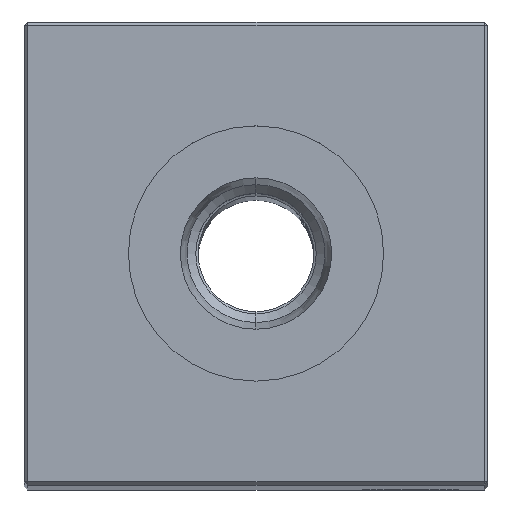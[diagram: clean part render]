
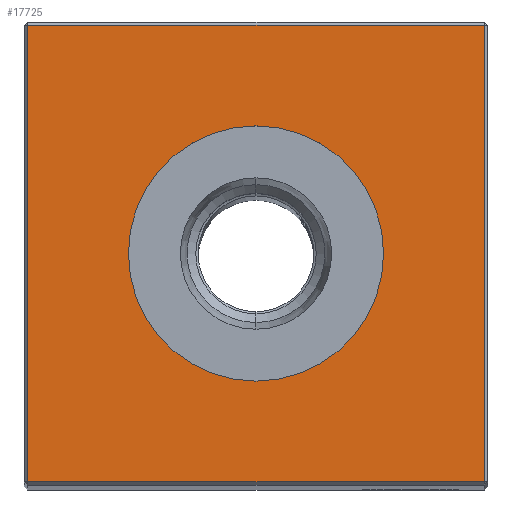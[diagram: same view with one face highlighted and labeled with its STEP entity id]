
A CAD part, top view. The second image highlights one B-rep face of the part: STEP entity #17725.
In plain terms, the highlighted planar face has unit normal (0, 0, 1).
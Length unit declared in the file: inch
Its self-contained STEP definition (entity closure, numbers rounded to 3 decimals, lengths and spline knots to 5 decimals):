
#104 = CARTESIAN_POINT ( 'NONE',  ( 0.74, 0.74, 9.25 ) ) ;
#465 = VERTEX_POINT ( 'NONE', #22030 ) ;
#873 = DIRECTION ( 'NONE',  ( -1., 0., 0. ) ) ;
#1450 = DIRECTION ( 'NONE',  ( 1., 0., 0. ) ) ;
#1546 = AXIS2_PLACEMENT_3D ( 'NONE', #19540, #6005, #23527 ) ;
#1931 = ORIENTED_EDGE ( 'NONE', *, *, #16166, .T. ) ;
#3239 = VECTOR ( 'NONE', #6438, 39.37008 ) ;
#3963 = VERTEX_POINT ( 'NONE', #10873 ) ;
#4594 = ORIENTED_EDGE ( 'NONE', *, *, #15727, .T. ) ;
#6005 = DIRECTION ( 'NONE',  ( 0., 0., -1. ) ) ;
#6438 = DIRECTION ( 'NONE',  ( 0., 1., 0. ) ) ;
#6523 = VECTOR ( 'NONE', #7757, 39.37008 ) ;
#6594 = VERTEX_POINT ( 'NONE', #16033 ) ;
#7300 = CARTESIAN_POINT ( 'NONE',  ( 0.74, 0., 9.25 ) ) ;
#7438 = EDGE_LOOP ( 'NONE', ( #1931, #15252, #15837, #13631 ) ) ;
#7467 = EDGE_CURVE ( 'NONE', #7945, #19275, #11432, .T. ) ;
#7757 = DIRECTION ( 'NONE',  ( 0., -1., 0. ) ) ;
#7945 = VERTEX_POINT ( 'NONE', #104 ) ;
#8775 = FACE_OUTER_BOUND ( 'NONE', #7438, .T. ) ;
#8993 = CIRCLE ( 'NONE', #1546, 0.41339 ) ;
#9255 = EDGE_CURVE ( 'NONE', #3963, #7945, #16503, .T. ) ;
#9733 = CARTESIAN_POINT ( 'NONE',  ( 0., -0.74, 9.25 ) ) ;
#10873 = CARTESIAN_POINT ( 'NONE',  ( 0.74, -0.74, 9.25 ) ) ;
#11432 = LINE ( 'NONE', #13230, #19416 ) ;
#11507 = LINE ( 'NONE', #23470, #6523 ) ;
#12096 = AXIS2_PLACEMENT_3D ( 'NONE', #18219, #14492, #14245 ) ;
#12160 = VERTEX_POINT ( 'NONE', #24113 ) ;
#13027 = DIRECTION ( 'NONE',  ( 0., 0., -1. ) ) ;
#13230 = CARTESIAN_POINT ( 'NONE',  ( 0., 0.74, 9.25 ) ) ;
#13335 = AXIS2_PLACEMENT_3D ( 'NONE', #16889, #13027, #873 ) ;
#13631 = ORIENTED_EDGE ( 'NONE', *, *, #7467, .T. ) ;
#13735 = LINE ( 'NONE', #9733, #17420 ) ;
#14245 = DIRECTION ( 'NONE',  ( -1., 0., 0. ) ) ;
#14427 = ORIENTED_EDGE ( 'NONE', *, *, #16787, .T. ) ;
#14451 = CARTESIAN_POINT ( 'NONE',  ( -0.74, 0.74, 9.25 ) ) ;
#14492 = DIRECTION ( 'NONE',  ( 0., 0., -1. ) ) ;
#15252 = ORIENTED_EDGE ( 'NONE', *, *, #16618, .T. ) ;
#15727 = EDGE_CURVE ( 'NONE', #465, #6594, #8993, .T. ) ;
#15837 = ORIENTED_EDGE ( 'NONE', *, *, #9255, .T. ) ;
#16033 = CARTESIAN_POINT ( 'NONE',  ( 0., -0.41339, 9.25 ) ) ;
#16166 = EDGE_CURVE ( 'NONE', #19275, #12160, #11507, .T. ) ;
#16503 = LINE ( 'NONE', #7300, #3239 ) ;
#16618 = EDGE_CURVE ( 'NONE', #12160, #3963, #13735, .T. ) ;
#16787 = EDGE_CURVE ( 'NONE', #6594, #465, #20302, .T. ) ;
#16889 = CARTESIAN_POINT ( 'NONE',  ( 0., 0., 9.25 ) ) ;
#17420 = VECTOR ( 'NONE', #1450, 39.37008 ) ;
#17725 = ADVANCED_FACE ( 'NONE', ( #8775, #22680 ), #24614, .F. ) ;
#18219 = CARTESIAN_POINT ( 'NONE',  ( 0., 0., 9.25 ) ) ;
#19275 = VERTEX_POINT ( 'NONE', #14451 ) ;
#19416 = VECTOR ( 'NONE', #23135, 39.37008 ) ;
#19418 = EDGE_LOOP ( 'NONE', ( #4594, #14427 ) ) ;
#19540 = CARTESIAN_POINT ( 'NONE',  ( 0., 0., 9.25 ) ) ;
#20302 = CIRCLE ( 'NONE', #12096, 0.41339 ) ;
#22030 = CARTESIAN_POINT ( 'NONE',  ( 0., 0.41339, 9.25 ) ) ;
#22680 = FACE_BOUND ( 'NONE', #19418, .T. ) ;
#23135 = DIRECTION ( 'NONE',  ( -1., 0., 0. ) ) ;
#23470 = CARTESIAN_POINT ( 'NONE',  ( -0.74, 0., 9.25 ) ) ;
#23527 = DIRECTION ( 'NONE',  ( -1., 0., 0. ) ) ;
#24113 = CARTESIAN_POINT ( 'NONE',  ( -0.74, -0.74, 9.25 ) ) ;
#24614 = PLANE ( 'NONE',  #13335 ) ;
